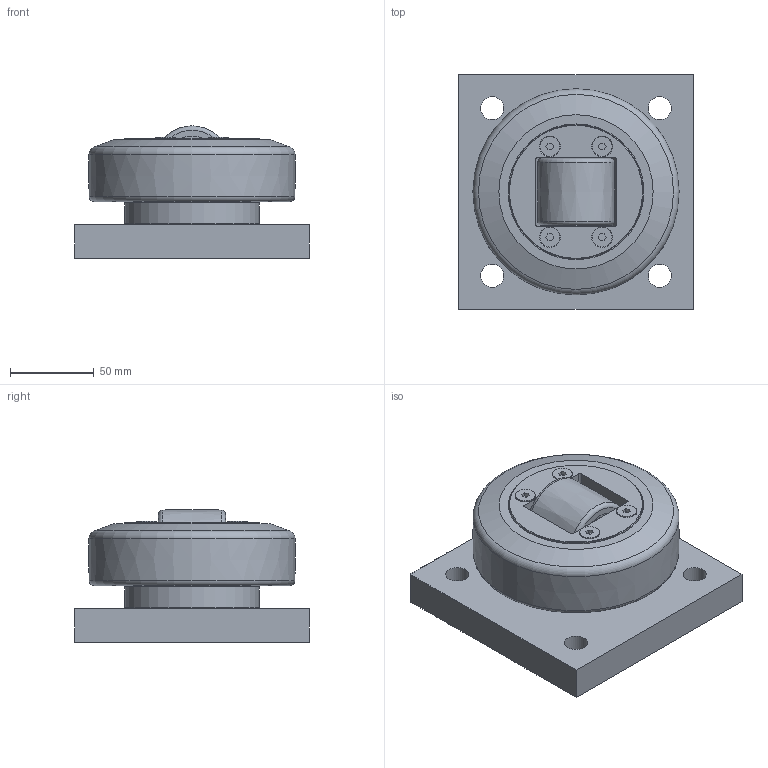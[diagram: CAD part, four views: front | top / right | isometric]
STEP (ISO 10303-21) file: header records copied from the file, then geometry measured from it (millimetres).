
FILE_DESCRIPTION(/* description */ ('-'),/* implementation_level */ '2;1');
FILE_NAME(/* name */ 'ALFATEC_TR120-0350BQ1000.stp',/* time_stamp */ '2021-01-27T14:24:50+01:00',/* author */ ('kstaebler'),/* organization */ (''),/* preprocessor_version */ 'ST-DEVELOPER v18.1',/* originating_system */ 'Autodesk Inventor 2020',/* authorisation */ '');
FILE_SCHEMA (('AUTOMOTIVE_DESIGN { 1 0 10303 214 3 1 1 }'));
Length unit declared in the file: millimetre
Products named in the file (1): TR 120.0350 BQ1000_Kontur
Bounding box: 140 x 140 x 79 mm (x, y, z)
Volume: 787188.2 mm3; surface area: 129999.3 mm2
Topology: 2 solids, 2 shells, 269 faces, 753 edges, 515 vertices
Faces by surface type: plane 183, cylinder 55, cone 18, torus 11, bspline 2
Full cylindrical faces by diameter (mm): 3 x2, 6 x4, 6.6 x4, 11.7 x4, 13.835 x4, 22.3 x2, 25.5 x2, 28.5 x2, 33.5 x2, 60 x1, 69.9 x1, 71 x1, 79 x1, 80 x3, 81 x1, 84.5 x1, 86 x1, 87 x1, 89.5 x2, 95 x1
Entity records: 9361 total; most frequent: CARTESIAN_POINT 1772, DIRECTION 1517, ORIENTED_EDGE 1514, EDGE_CURVE 757, VERTEX_POINT 515, AXIS2_PLACEMENT_3D 513, LINE 491, VECTOR 491
